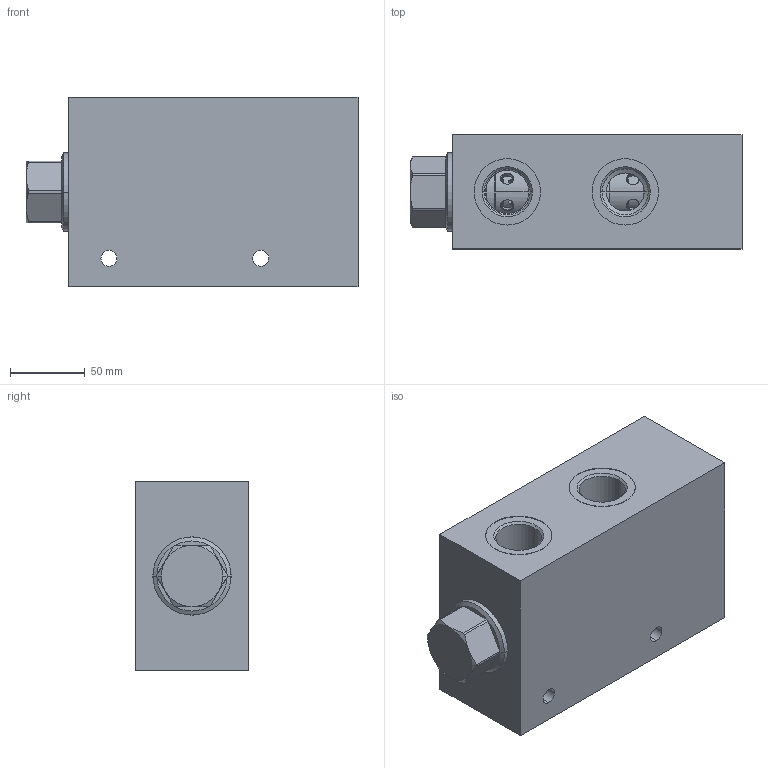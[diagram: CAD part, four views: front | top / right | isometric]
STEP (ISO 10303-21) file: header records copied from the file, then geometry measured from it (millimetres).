
FILE_DESCRIPTION((''),'2;1');
FILE_NAME('FSFDXAN-QMX_ASM','2023-08-18T',('ProEService'),(''),'PRO/ENGINEER BY PARAMETRIC TECHNOLOGY CORPORATION, 2014200','PRO/ENGINEER BY PARAMETRIC TECHNOLOGY CORPORATION, 2014200','');
FILE_SCHEMA(('CONFIG_CONTROL_DESIGN'));
Length unit declared in the file: inch
Products named in the file (3): 152-241-005; FSFDXAN; FSFDXAN-QMX_ASM
Assembly tree (2 placements, depth 2):
  FSFDXAN-QMX_ASM
    152-241-005
    FSFDXAN
Bounding box: 222.25 x 76.2 x 127 mm (x, y, z)
Volume: 1709558 mm3; surface area: 194142.5 mm2
Topology: 7 solids, 13 shells, 630 faces, 1547 edges, 1055 vertices
Faces by surface type: cylinder 296, torus 116, plane 114, cone 88, revolution 16
Entity records: 22898 total; most frequent: CARTESIAN_POINT 7835, DIRECTION 3273, ORIENTED_EDGE 2778, EDGE_CURVE 1389, AXIS2_PLACEMENT_3D 1329, VERTEX_POINT 835, EDGE_LOOP 790, CIRCLE 704
